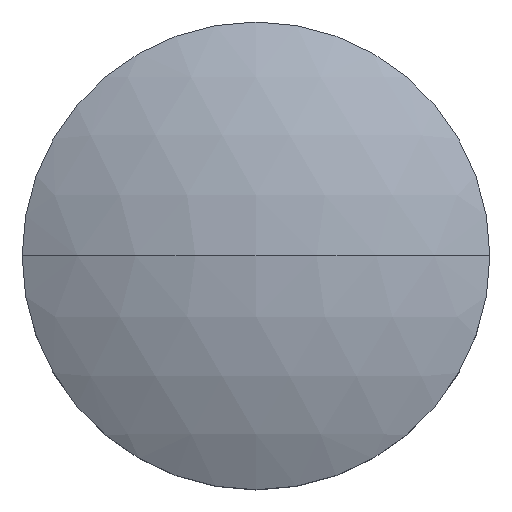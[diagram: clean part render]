
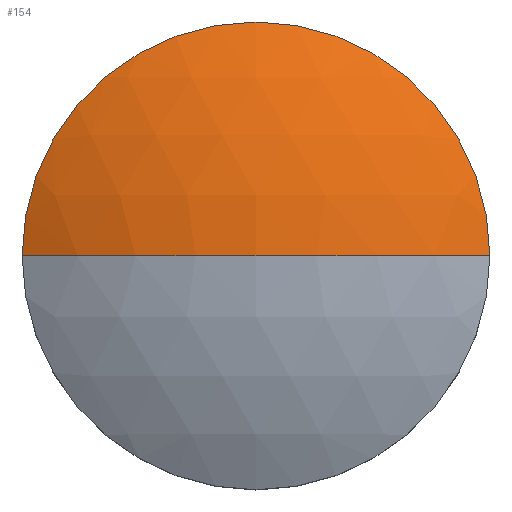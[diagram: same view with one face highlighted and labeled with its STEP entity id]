
A CAD part, top view. The second image highlights one B-rep face of the part: STEP entity #154.
In plain terms, the highlighted spherical face has radius 29.75 mm.
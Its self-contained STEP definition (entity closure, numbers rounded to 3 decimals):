
#7 = DIRECTION ( 'NONE',  ( 0., 1., 0. ) ) ;
#22 = CARTESIAN_POINT ( 'NONE',  ( 0., 0., -18.25 ) ) ;
#23 = AXIS2_PLACEMENT_3D ( 'NONE', #22, #166, #115 ) ;
#27 = CARTESIAN_POINT ( 'NONE',  ( 0., 0., -18.25 ) ) ;
#30 = EDGE_CURVE ( 'NONE', #54, #145, #67, .T. ) ;
#34 = AXIS2_PLACEMENT_3D ( 'NONE', #27, #192, #44 ) ;
#43 = CARTESIAN_POINT ( 'NONE',  ( 0., 0., 8. ) ) ;
#44 = DIRECTION ( 'NONE',  ( 0., 0., -1. ) ) ;
#45 = CARTESIAN_POINT ( 'NONE',  ( 14., 0., 8. ) ) ;
#52 = CIRCLE ( 'NONE', #34, 29.75 ) ;
#54 = VERTEX_POINT ( 'NONE', #136 ) ;
#64 = AXIS2_PLACEMENT_3D ( 'NONE', #43, #153, #172 ) ;
#67 = CIRCLE ( 'NONE', #23, 29.75 ) ;
#75 = CARTESIAN_POINT ( 'NONE',  ( 0., 0., 11.5 ) ) ;
#92 = CIRCLE ( 'NONE', #64, 14. ) ;
#97 = ORIENTED_EDGE ( 'NONE', *, *, #98, .F. ) ;
#98 = EDGE_CURVE ( 'NONE', #105, #145, #52, .T. ) ;
#103 = CARTESIAN_POINT ( 'NONE',  ( 0., 0., -18.25 ) ) ;
#105 = VERTEX_POINT ( 'NONE', #45 ) ;
#107 = AXIS2_PLACEMENT_3D ( 'NONE', #103, #7, #194 ) ;
#109 = SPHERICAL_SURFACE ( 'NONE', #107, 29.75 ) ;
#115 = DIRECTION ( 'NONE',  ( -1., 0., 0. ) ) ;
#132 = FACE_OUTER_BOUND ( 'NONE', #195, .T. ) ;
#136 = CARTESIAN_POINT ( 'NONE',  ( -14., 0., 8. ) ) ;
#145 = VERTEX_POINT ( 'NONE', #75 ) ;
#146 = EDGE_CURVE ( 'NONE', #105, #54, #92, .T. ) ;
#153 = DIRECTION ( 'NONE',  ( 0., 0., 1. ) ) ;
#154 = ADVANCED_FACE ( 'NONE', ( #132 ), #109, .T. ) ;
#161 = ORIENTED_EDGE ( 'NONE', *, *, #30, .T. ) ;
#166 = DIRECTION ( 'NONE',  ( 0., 1., 0. ) ) ;
#172 = DIRECTION ( 'NONE',  ( 1., 0., 0. ) ) ;
#174 = ORIENTED_EDGE ( 'NONE', *, *, #146, .T. ) ;
#192 = DIRECTION ( 'NONE',  ( 0., -1., 0. ) ) ;
#194 = DIRECTION ( 'NONE',  ( 1., 0., 0. ) ) ;
#195 = EDGE_LOOP ( 'NONE', ( #174, #161, #97 ) ) ;
